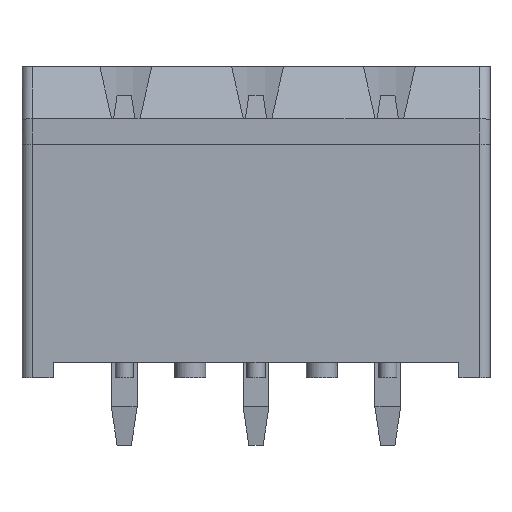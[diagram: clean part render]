
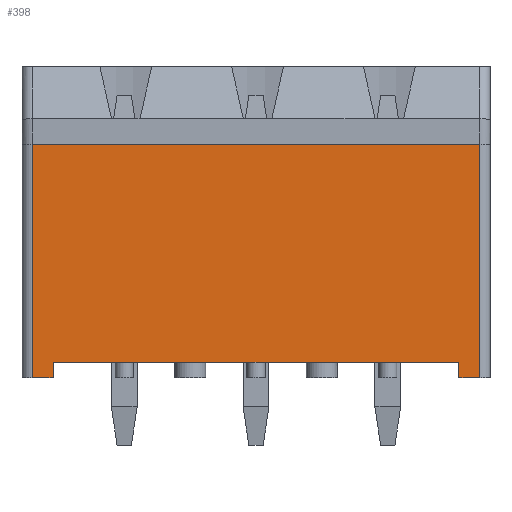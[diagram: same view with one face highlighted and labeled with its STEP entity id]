
A CAD part, front view. The second image highlights one B-rep face of the part: STEP entity #398.
In plain terms, the highlighted planar face has unit normal (0, -1, 0).
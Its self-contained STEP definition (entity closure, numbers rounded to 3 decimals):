
#398 = ADVANCED_FACE( '', ( #844 ), #845, .T. );
#844 = FACE_OUTER_BOUND( '', #1360, .T. );
#845 = PLANE( '', #1361 );
#1360 = EDGE_LOOP( '', ( #2303, #2304, #2305, #2306, #2307, #2308, #2309, #2310, #2311, #2312, #2313 ) );
#1361 = AXIS2_PLACEMENT_3D( '', #2314, #2315, #2316 );
#2303 = ORIENTED_EDGE( '', *, *, #3498, .T. );
#2304 = ORIENTED_EDGE( '', *, *, #3499, .T. );
#2305 = ORIENTED_EDGE( '', *, *, #3500, .T. );
#2306 = ORIENTED_EDGE( '', *, *, #3359, .T. );
#2307 = ORIENTED_EDGE( '', *, *, #3501, .T. );
#2308 = ORIENTED_EDGE( '', *, *, #3187, .T. );
#2309 = ORIENTED_EDGE( '', *, *, #3240, .F. );
#2310 = ORIENTED_EDGE( '', *, *, #3332, .F. );
#2311 = ORIENTED_EDGE( '', *, *, #3192, .F. );
#2312 = ORIENTED_EDGE( '', *, *, #3293, .F. );
#2313 = ORIENTED_EDGE( '', *, *, #3502, .F. );
#2314 = CARTESIAN_POINT( '', ( 0., 0.8, 0. ) );
#2315 = DIRECTION( '', ( 0., -1., 0. ) );
#2316 = DIRECTION( '', ( 0., 0., -1. ) );
#3187 = EDGE_CURVE( '', #3819, #3816, #3820, .T. );
#3192 = EDGE_CURVE( '', #3825, #3827, #3828, .T. );
#3240 = EDGE_CURVE( '', #3910, #3816, #3912, .T. );
#3293 = EDGE_CURVE( '', #4002, #3825, #4004, .T. );
#3332 = EDGE_CURVE( '', #3827, #3910, #4064, .T. );
#3359 = EDGE_CURVE( '', #4103, #4101, #4104, .T. );
#3498 = EDGE_CURVE( '', #4315, #4316, #4317, .T. );
#3499 = EDGE_CURVE( '', #4316, #4318, #4319, .T. );
#3500 = EDGE_CURVE( '', #4318, #4103, #4320, .T. );
#3501 = EDGE_CURVE( '', #4101, #3819, #4321, .T. );
#3502 = EDGE_CURVE( '', #4315, #4002, #4322, .T. );
#3816 = VERTEX_POINT( '', #4721 );
#3819 = VERTEX_POINT( '', #4725 );
#3820 = LINE( '', #4726, #4727 );
#3825 = VERTEX_POINT( '', #4733 );
#3827 = VERTEX_POINT( '', #4735 );
#3828 = LINE( '', #4736, #4737 );
#3910 = VERTEX_POINT( '', #4855 );
#3912 = LINE( '', #4858, #4859 );
#4002 = VERTEX_POINT( '', #4986 );
#4004 = LINE( '', #4988, #4989 );
#4064 = LINE( '', #5072, #5073 );
#4101 = VERTEX_POINT( '', #5124 );
#4103 = VERTEX_POINT( '', #5126 );
#4104 = LINE( '', #5127, #5128 );
#4315 = VERTEX_POINT( '', #5440 );
#4316 = VERTEX_POINT( '', #5441 );
#4317 = LINE( '', #5442, #5443 );
#4318 = VERTEX_POINT( '', #5444 );
#4319 = LINE( '', #5445, #5446 );
#4320 = LINE( '', #5447, #5448 );
#4321 = LINE( '', #5449, #5450 );
#4322 = LINE( '', #5451, #5452 );
#4721 = CARTESIAN_POINT( '', ( 1.2, 0.8, 0. ) );
#4725 = CARTESIAN_POINT( '', ( 0.4, 0.8, 0. ) );
#4726 = CARTESIAN_POINT( '', ( 0., 0.8, 0. ) );
#4727 = VECTOR( '', #5867, 1000. );
#4733 = CARTESIAN_POINT( '', ( 9.02, 0.8, 0.6 ) );
#4735 = CARTESIAN_POINT( '', ( 3.94, 0.8, 0.6 ) );
#4736 = CARTESIAN_POINT( '', ( 16.84, 0.8, 0.6 ) );
#4737 = VECTOR( '', #5875, 1000. );
#4855 = CARTESIAN_POINT( '', ( 1.2, 0.8, 0.6 ) );
#4858 = CARTESIAN_POINT( '', ( 1.2, 0.8, 0.6 ) );
#4859 = VECTOR( '', #5916, 1000. );
#4986 = CARTESIAN_POINT( '', ( 14.1, 0.8, 0.6 ) );
#4988 = CARTESIAN_POINT( '', ( 16.84, 0.8, 0.6 ) );
#4989 = VECTOR( '', #5963, 1000. );
#5072 = CARTESIAN_POINT( '', ( 16.84, 0.8, 0.6 ) );
#5073 = VECTOR( '', #6008, 1000. );
#5124 = CARTESIAN_POINT( '', ( 0.4, 0.8, 9. ) );
#5126 = CARTESIAN_POINT( '', ( 17.64, 0.8, 9. ) );
#5127 = CARTESIAN_POINT( '', ( 18.04, 0.8, 9. ) );
#5128 = VECTOR( '', #6038, 1000. );
#5440 = CARTESIAN_POINT( '', ( 16.84, 0.8, 0.6 ) );
#5441 = CARTESIAN_POINT( '', ( 16.84, 0.8, 0. ) );
#5442 = CARTESIAN_POINT( '', ( 16.84, 0.8, 0.6 ) );
#5443 = VECTOR( '', #6167, 1000. );
#5444 = CARTESIAN_POINT( '', ( 17.64, 0.8, 0. ) );
#5445 = CARTESIAN_POINT( '', ( 0., 0.8, 0. ) );
#5446 = VECTOR( '', #6168, 1000. );
#5447 = CARTESIAN_POINT( '', ( 17.64, 0.8, 0. ) );
#5448 = VECTOR( '', #6169, 1000. );
#5449 = CARTESIAN_POINT( '', ( 0.4, 0.8, 0. ) );
#5450 = VECTOR( '', #6170, 1000. );
#5451 = CARTESIAN_POINT( '', ( 16.84, 0.8, 0.6 ) );
#5452 = VECTOR( '', #6171, 1000. );
#5867 = DIRECTION( '', ( 1., 0., 0. ) );
#5875 = DIRECTION( '', ( -1., 0., 0. ) );
#5916 = DIRECTION( '', ( 0., 0., -1. ) );
#5963 = DIRECTION( '', ( -1., 0., 0. ) );
#6008 = DIRECTION( '', ( -1., 0., 0. ) );
#6038 = DIRECTION( '', ( -1., 0., 0. ) );
#6167 = DIRECTION( '', ( 0., 0., -1. ) );
#6168 = DIRECTION( '', ( 1., 0., 0. ) );
#6169 = DIRECTION( '', ( 0., 0., 1. ) );
#6170 = DIRECTION( '', ( 0., 0., -1. ) );
#6171 = DIRECTION( '', ( -1., 0., 0. ) );
